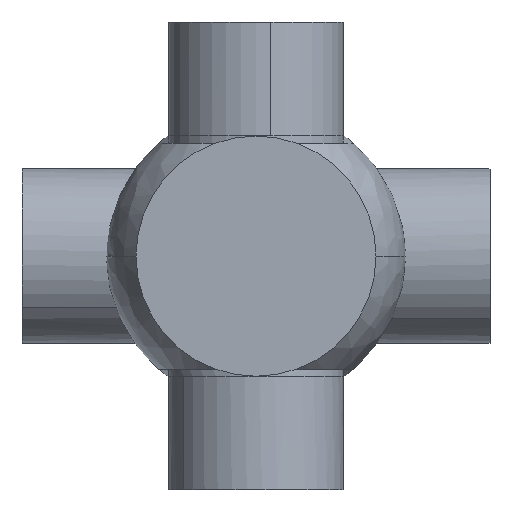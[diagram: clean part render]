
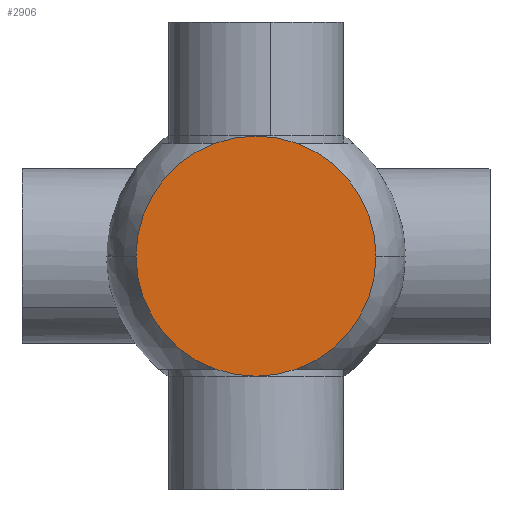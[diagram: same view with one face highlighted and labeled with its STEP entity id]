
A CAD part, front view. The second image highlights one B-rep face of the part: STEP entity #2906.
In plain terms, the highlighted planar face has unit normal (0, -1, 0).
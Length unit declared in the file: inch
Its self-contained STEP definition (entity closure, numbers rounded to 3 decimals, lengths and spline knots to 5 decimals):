
#138 = DIRECTION ( 'NONE',  ( 0., 0., -1. ) ) ;
#306 = DIRECTION ( 'NONE',  ( 0., 0., 1. ) ) ;
#391 = VERTEX_POINT ( 'NONE', #3465 ) ;
#1043 = CARTESIAN_POINT ( 'NONE',  ( 0., 0., 0. ) ) ;
#1075 = AXIS2_PLACEMENT_3D ( 'NONE', #1043, #3144, #1340 ) ;
#1340 = DIRECTION ( 'NONE',  ( 0., 0., 1. ) ) ;
#1597 = ORIENTED_EDGE ( 'NONE', *, *, #2446, .F. ) ;
#2055 = CIRCLE ( 'NONE', #3878, 2.06 ) ;
#2086 = EDGE_LOOP ( 'NONE', ( #1597, #3015 ) ) ;
#2090 = DIRECTION ( 'NONE',  ( 0., 1., 0. ) ) ;
#2214 = DIRECTION ( 'NONE',  ( 0., -1., 0. ) ) ;
#2225 = FACE_OUTER_BOUND ( 'NONE', #2086, .T. ) ;
#2446 = EDGE_CURVE ( 'NONE', #3241, #391, #2055, .T. ) ;
#2862 = AXIS2_PLACEMENT_3D ( 'NONE', #3442, #2214, #138 ) ;
#2906 = ADVANCED_FACE ( 'NONE', ( #2225 ), #3745, .T. ) ;
#2911 = EDGE_CURVE ( 'NONE', #391, #3241, #2985, .T. ) ;
#2985 = CIRCLE ( 'NONE', #1075, 2.06 ) ;
#3015 = ORIENTED_EDGE ( 'NONE', *, *, #2911, .F. ) ;
#3137 = CARTESIAN_POINT ( 'NONE',  ( 0., 0., 2.06 ) ) ;
#3144 = DIRECTION ( 'NONE',  ( 0., 1., 0. ) ) ;
#3241 = VERTEX_POINT ( 'NONE', #3137 ) ;
#3442 = CARTESIAN_POINT ( 'NONE',  ( -2.06, 0., 0. ) ) ;
#3465 = CARTESIAN_POINT ( 'NONE',  ( 0., 0., -2.06 ) ) ;
#3745 = PLANE ( 'NONE',  #2862 ) ;
#3878 = AXIS2_PLACEMENT_3D ( 'NONE', #3916, #2090, #306 ) ;
#3916 = CARTESIAN_POINT ( 'NONE',  ( 0., 0., 0. ) ) ;
